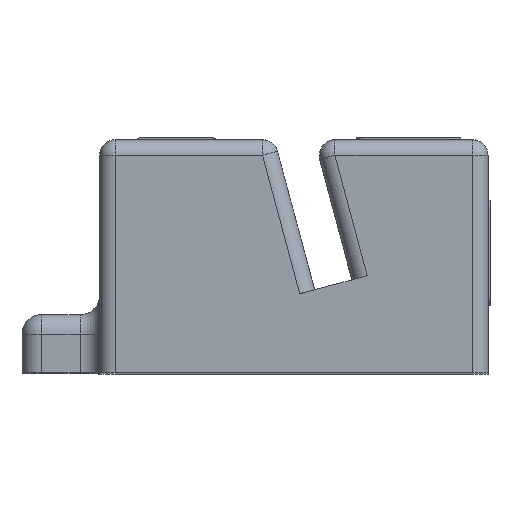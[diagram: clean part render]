
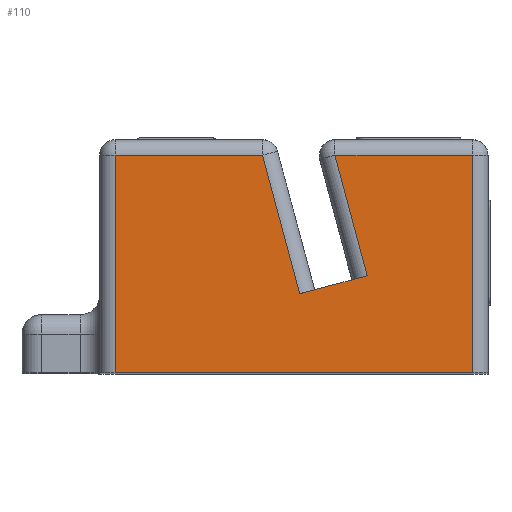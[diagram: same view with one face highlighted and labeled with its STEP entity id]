
A CAD part, top view. The second image highlights one B-rep face of the part: STEP entity #110.
In plain terms, the highlighted planar face has unit normal (0, 0, 1).
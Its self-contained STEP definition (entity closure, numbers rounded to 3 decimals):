
#110 = ADVANCED_FACE ( 'NONE', ( #3371 ), #8977, .T. ) ;
#220 = EDGE_LOOP ( 'NONE', ( #6592, #1098, #4133, #6805, #9478, #2024, #9572, #1455 ) ) ;
#370 = VERTEX_POINT ( 'NONE', #7137 ) ;
#388 = CARTESIAN_POINT ( 'NONE',  ( 46., 26., 100. ) ) ;
#461 = CARTESIAN_POINT ( 'NONE',  ( 18.876, -5.014, 100. ) ) ;
#521 = CARTESIAN_POINT ( 'NONE',  ( -8.864, 28.965, 100. ) ) ;
#906 = VERTEX_POINT ( 'NONE', #388 ) ;
#1098 = ORIENTED_EDGE ( 'NONE', *, *, #9733, .T. ) ;
#1258 = VECTOR ( 'NONE', #4374, 1000. ) ;
#1280 = LINE ( 'NONE', #7709, #4912 ) ;
#1358 = CARTESIAN_POINT ( 'NONE',  ( 18.876, -5.014, 100. ) ) ;
#1455 = ORIENTED_EDGE ( 'NONE', *, *, #8587, .T. ) ;
#1726 = VECTOR ( 'NONE', #3692, 1000. ) ;
#2024 = ORIENTED_EDGE ( 'NONE', *, *, #8773, .T. ) ;
#2030 = DIRECTION ( 'NONE',  ( 0., 1., 0. ) ) ;
#2214 = VECTOR ( 'NONE', #2030, 1000. ) ;
#2233 = DIRECTION ( 'NONE',  ( -0.259, 0.966, 0. ) ) ;
#2284 = LINE ( 'NONE', #5404, #1726 ) ;
#2812 = LINE ( 'NONE', #1358, #1258 ) ;
#2817 = DIRECTION ( 'NONE',  ( -1., 0., 0. ) ) ;
#2868 = VERTEX_POINT ( 'NONE', #7784 ) ;
#3371 = FACE_OUTER_BOUND ( 'NONE', #220, .T. ) ;
#3418 = VECTOR ( 'NONE', #9891, 1000. ) ;
#3426 = DIRECTION ( 'NONE',  ( 1., 0., 0. ) ) ;
#3692 = DIRECTION ( 'NONE',  ( -1., 0., 0. ) ) ;
#4133 = ORIENTED_EDGE ( 'NONE', *, *, #6032, .T. ) ;
#4216 = CARTESIAN_POINT ( 'NONE',  ( -46., 26., 100. ) ) ;
#4374 = DIRECTION ( 'NONE',  ( 0.259, -0.966, 0. ) ) ;
#4376 = LINE ( 'NONE', #5919, #3418 ) ;
#4388 = VECTOR ( 'NONE', #2233, 1000. ) ;
#4429 = VERTEX_POINT ( 'NONE', #9967 ) ;
#4552 = VERTEX_POINT ( 'NONE', #10229 ) ;
#4622 = EDGE_CURVE ( 'NONE', #9856, #4829, #8652, .T. ) ;
#4829 = VERTEX_POINT ( 'NONE', #7686 ) ;
#4912 = VECTOR ( 'NONE', #7760, 1000. ) ;
#5255 = LINE ( 'NONE', #521, #4388 ) ;
#5404 = CARTESIAN_POINT ( 'NONE',  ( -50., 26., 100. ) ) ;
#5782 = EDGE_CURVE ( 'NONE', #4429, #9856, #2284, .T. ) ;
#5919 = CARTESIAN_POINT ( 'NONE',  ( 5.353, -8.637, 100. ) ) ;
#5992 = EDGE_CURVE ( 'NONE', #4552, #906, #7736, .T. ) ;
#6032 = EDGE_CURVE ( 'NONE', #370, #4429, #5255, .T. ) ;
#6396 = VECTOR ( 'NONE', #2817, 1000. ) ;
#6592 = ORIENTED_EDGE ( 'NONE', *, *, #9201, .T. ) ;
#6643 = DIRECTION ( 'NONE',  ( 0., 0., 1. ) ) ;
#6771 = LINE ( 'NONE', #9948, #6396 ) ;
#6805 = ORIENTED_EDGE ( 'NONE', *, *, #5782, .T. ) ;
#7137 = CARTESIAN_POINT ( 'NONE',  ( 1.489, -9.672, 100. ) ) ;
#7180 = AXIS2_PLACEMENT_3D ( 'NONE', #8196, #6643, #3426 ) ;
#7205 = VERTEX_POINT ( 'NONE', #461 ) ;
#7590 = DIRECTION ( 'NONE',  ( 0., -1., 0. ) ) ;
#7630 = CARTESIAN_POINT ( 'NONE',  ( 46., 30., 100. ) ) ;
#7686 = CARTESIAN_POINT ( 'NONE',  ( -46., -30., 100. ) ) ;
#7709 = CARTESIAN_POINT ( 'NONE',  ( -50., -30., 100. ) ) ;
#7736 = LINE ( 'NONE', #7630, #2214 ) ;
#7760 = DIRECTION ( 'NONE',  ( 1., 0., 0. ) ) ;
#7784 = CARTESIAN_POINT ( 'NONE',  ( 10.566, 26., 100. ) ) ;
#7865 = CARTESIAN_POINT ( 'NONE',  ( -46., -30., 100. ) ) ;
#8196 = CARTESIAN_POINT ( 'NONE',  ( 0., 0., 100. ) ) ;
#8551 = VECTOR ( 'NONE', #7590, 1000. ) ;
#8587 = EDGE_CURVE ( 'NONE', #906, #2868, #6771, .T. ) ;
#8652 = LINE ( 'NONE', #7865, #8551 ) ;
#8773 = EDGE_CURVE ( 'NONE', #4829, #4552, #1280, .T. ) ;
#8977 = PLANE ( 'NONE',  #7180 ) ;
#9201 = EDGE_CURVE ( 'NONE', #2868, #7205, #2812, .T. ) ;
#9478 = ORIENTED_EDGE ( 'NONE', *, *, #4622, .T. ) ;
#9572 = ORIENTED_EDGE ( 'NONE', *, *, #5992, .T. ) ;
#9733 = EDGE_CURVE ( 'NONE', #7205, #370, #4376, .T. ) ;
#9856 = VERTEX_POINT ( 'NONE', #4216 ) ;
#9891 = DIRECTION ( 'NONE',  ( -0.966, -0.259, 0. ) ) ;
#9948 = CARTESIAN_POINT ( 'NONE',  ( 5.353, 26., 100. ) ) ;
#9967 = CARTESIAN_POINT ( 'NONE',  ( -8.069, 26., 100. ) ) ;
#10229 = CARTESIAN_POINT ( 'NONE',  ( 46., -30., 100. ) ) ;
